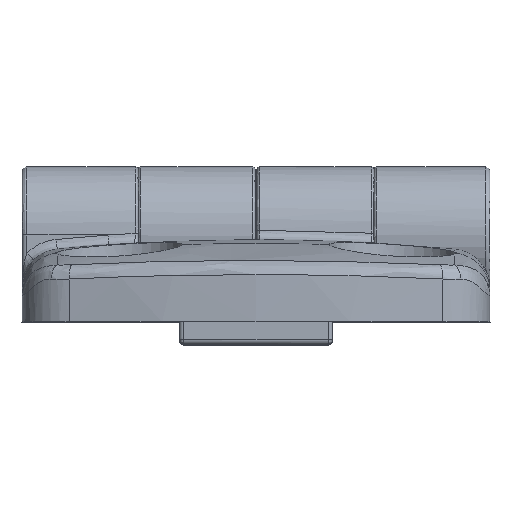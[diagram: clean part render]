
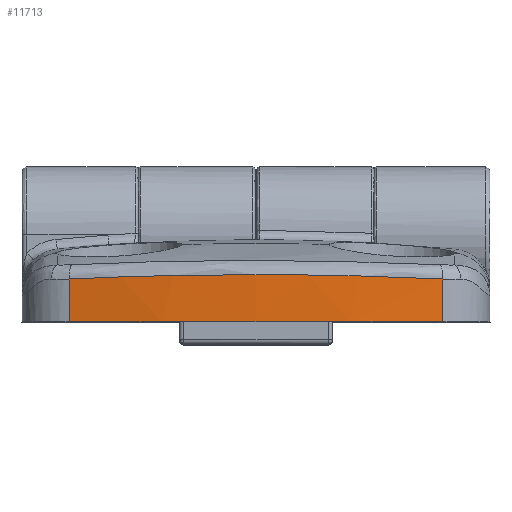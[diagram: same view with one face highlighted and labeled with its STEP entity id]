
A CAD part, top view. The second image highlights one B-rep face of the part: STEP entity #11713.
In plain terms, the highlighted cylindrical face has radius 100 mm (diameter 200 mm), a partial arc.
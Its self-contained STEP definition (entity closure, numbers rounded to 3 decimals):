
#829 = ORIENTED_EDGE ( 'NONE', *, *, #6533, .T. ) ;
#970 = EDGE_CURVE ( 'NONE', #15554, #4793, #2996, .T. ) ;
#1260 = CARTESIAN_POINT ( 'NONE',  ( -12.854, 4.649, -28.674 ) ) ;
#1279 = CARTESIAN_POINT ( 'NONE',  ( 1.616, 4.84, -29.5 ) ) ;
#2996 = B_SPLINE_CURVE_WITH_KNOTS ( 'NONE', 3,
 ( #8056, #1279, #11125, #21635, #21992, #21970, #21945, #21942, #21825, #21795, #21722, #21649, #21429, #20480, #19963 ),
 .UNSPECIFIED., .F., .F.,
 ( 4, 2, 1, 1, 1, 1, 1, 2, 2, 4 ),
 ( 0., 0.25, 0.375, 0.437, 0.469, 0.484, 0.492, 0.496, 0.5, 1. ),
 .UNSPECIFIED. ) ;
#3093 = CARTESIAN_POINT ( 'NONE',  ( -16.047, 4.54, -28.217 ) ) ;
#3306 = LINE ( 'NONE', #12934, #7928 ) ;
#4763 = CARTESIAN_POINT ( 'NONE',  ( -3.237, 4.84, -29.5 ) ) ;
#4793 = VERTEX_POINT ( 'NONE', #19220 ) ;
#4842 = VERTEX_POINT ( 'NONE', #19273 ) ;
#4904 = VECTOR ( 'NONE', #19407, 1000. ) ;
#5214 = CARTESIAN_POINT ( 'NONE',  ( -19.149, 0., -27.649 ) ) ;
#6266 = AXIS2_PLACEMENT_3D ( 'NONE', #8459, #20059, #10279 ) ;
#6407 = CARTESIAN_POINT ( 'NONE',  ( -19.149, 4.401, -27.65 ) ) ;
#6484 = CARTESIAN_POINT ( 'NONE',  ( -9.642, 4.733, -29.034 ) ) ;
#6533 = EDGE_CURVE ( 'NONE', #7556, #15554, #17868, .T. ) ;
#6701 = EDGE_CURVE ( 'NONE', #4842, #4793, #12293, .T. ) ;
#7353 = CARTESIAN_POINT ( 'NONE',  ( 0., 8.5, 70.5 ) ) ;
#7556 = VERTEX_POINT ( 'NONE', #15943 ) ;
#7730 = EDGE_LOOP ( 'NONE', ( #16842, #10063, #18843, #829, #12374 ) ) ;
#7928 = VECTOR ( 'NONE', #20925, 1000. ) ;
#8056 = CARTESIAN_POINT ( 'NONE',  ( 0., 4.84, -29.5 ) ) ;
#8279 = CARTESIAN_POINT ( 'NONE',  ( -9.799, 4.73, -29.019 ) ) ;
#8459 = CARTESIAN_POINT ( 'NONE',  ( 0., 0., 70.5 ) ) ;
#9773 = AXIS2_PLACEMENT_3D ( 'NONE', #7353, #15767, #17417 ) ;
#10063 = ORIENTED_EDGE ( 'NONE', *, *, #10343, .F. ) ;
#10104 = CARTESIAN_POINT ( 'NONE',  ( -10.312, 4.718, -28.967 ) ) ;
#10279 = DIRECTION ( 'NONE',  ( 1., 0., 0. ) ) ;
#10343 = EDGE_CURVE ( 'NONE', #14911, #4842, #19315, .T. ) ;
#11125 = CARTESIAN_POINT ( 'NONE',  ( 3.223, 4.832, -29.461 ) ) ;
#11327 = CARTESIAN_POINT ( 'NONE',  ( 19.149, 16.02, -27.649 ) ) ;
#11713 = ADVANCED_FACE ( 'NONE', ( #16589 ), #16347, .T. ) ;
#11813 = CARTESIAN_POINT ( 'NONE',  ( -11.639, 4.684, -28.821 ) ) ;
#12293 = LINE ( 'NONE', #11327, #4904 ) ;
#12374 = ORIENTED_EDGE ( 'NONE', *, *, #970, .T. ) ;
#12934 = CARTESIAN_POINT ( 'NONE',  ( -19.149, 8.5, -27.649 ) ) ;
#13457 = CARTESIAN_POINT ( 'NONE',  ( -13.658, 4.624, -28.566 ) ) ;
#14911 = VERTEX_POINT ( 'NONE', #5214 ) ;
#15014 = CARTESIAN_POINT ( 'NONE',  ( 0., 4.84, -29.5 ) ) ;
#15032 = CARTESIAN_POINT ( 'NONE',  ( 0., 4.84, -29.5 ) ) ;
#15554 = VERTEX_POINT ( 'NONE', #15032 ) ;
#15767 = DIRECTION ( 'NONE',  ( 0., -1., 0. ) ) ;
#15943 = CARTESIAN_POINT ( 'NONE',  ( -19.149, 4.401, -27.65 ) ) ;
#16347 = CYLINDRICAL_SURFACE ( 'NONE', #9773, 100. ) ;
#16447 = CARTESIAN_POINT ( 'NONE',  ( -17.613, 4.475, -27.949 ) ) ;
#16589 = FACE_OUTER_BOUND ( 'NONE', #7730, .T. ) ;
#16593 = CARTESIAN_POINT ( 'NONE',  ( -6.439, 4.805, -29.343 ) ) ;
#16842 = ORIENTED_EDGE ( 'NONE', *, *, #6701, .F. ) ;
#17417 = DIRECTION ( 'NONE',  ( 1., 0., 0. ) ) ;
#17868 = B_SPLINE_CURVE_WITH_KNOTS ( 'NONE', 3,
 ( #6407, #16447, #3093, #13457, #1260, #11813, #21529, #10104, #19878, #8279, #18201, #6484, #16593, #4763, #15014 ),
 .UNSPECIFIED., .F., .F.,
 ( 4, 2, 2, 1, 1, 1, 2, 2, 4 ),
 ( 0., 0.25, 0.375, 0.438, 0.469, 0.484, 0.492, 0.5, 1. ),
 .UNSPECIFIED. ) ;
#18201 = CARTESIAN_POINT ( 'NONE',  ( -9.696, 4.732, -29.029 ) ) ;
#18843 = ORIENTED_EDGE ( 'NONE', *, *, #19066, .T. ) ;
#19066 = EDGE_CURVE ( 'NONE', #14911, #7556, #3306, .T. ) ;
#19220 = CARTESIAN_POINT ( 'NONE',  ( 19.149, 4.401, -27.65 ) ) ;
#19273 = CARTESIAN_POINT ( 'NONE',  ( 19.149, 0., -27.649 ) ) ;
#19315 = CIRCLE ( 'NONE', #6266, 100. ) ;
#19407 = DIRECTION ( 'NONE',  ( 0., 1., 0. ) ) ;
#19878 = CARTESIAN_POINT ( 'NONE',  ( -9.953, 4.726, -29.004 ) ) ;
#19963 = CARTESIAN_POINT ( 'NONE',  ( 19.149, 4.401, -27.65 ) ) ;
#20059 = DIRECTION ( 'NONE',  ( 0., -1., 0. ) ) ;
#20480 = CARTESIAN_POINT ( 'NONE',  ( 16.072, 4.55, -28.25 ) ) ;
#20925 = DIRECTION ( 'NONE',  ( 0., 1., 0. ) ) ;
#21429 = CARTESIAN_POINT ( 'NONE',  ( 12.878, 4.661, -28.723 ) ) ;
#21529 = CARTESIAN_POINT ( 'NONE',  ( -11.029, 4.7, -28.891 ) ) ;
#21635 = CARTESIAN_POINT ( 'NONE',  ( 5.618, 4.805, -29.345 ) ) ;
#21649 = CARTESIAN_POINT ( 'NONE',  ( 9.552, 4.735, -29.043 ) ) ;
#21722 = CARTESIAN_POINT ( 'NONE',  ( 9.529, 4.736, -29.045 ) ) ;
#21795 = CARTESIAN_POINT ( 'NONE',  ( 9.479, 4.737, -29.05 ) ) ;
#21825 = CARTESIAN_POINT ( 'NONE',  ( 9.406, 4.739, -29.057 ) ) ;
#21942 = CARTESIAN_POINT ( 'NONE',  ( 9.233, 4.742, -29.073 ) ) ;
#21945 = CARTESIAN_POINT ( 'NONE',  ( 8.888, 4.75, -29.105 ) ) ;
#21970 = CARTESIAN_POINT ( 'NONE',  ( 8.198, 4.764, -29.165 ) ) ;
#21992 = CARTESIAN_POINT ( 'NONE',  ( 6.812, 4.789, -29.273 ) ) ;
